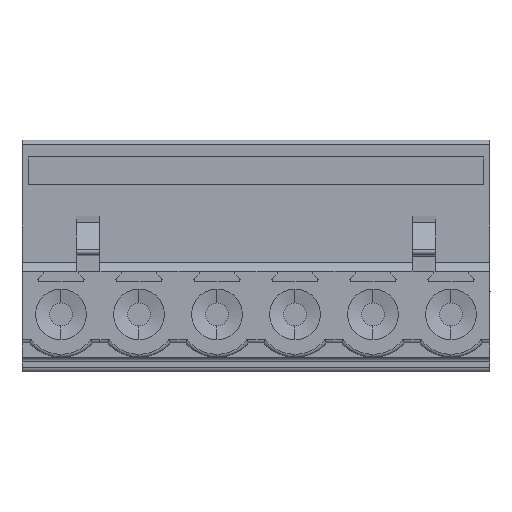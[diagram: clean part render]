
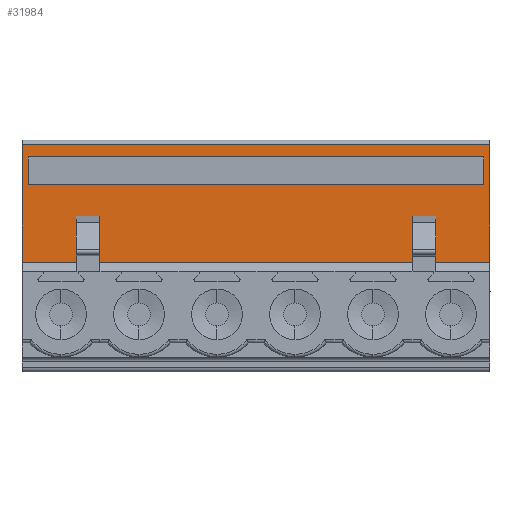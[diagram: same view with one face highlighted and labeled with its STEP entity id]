
A CAD part, front view. The second image highlights one B-rep face of the part: STEP entity #31984.
In plain terms, the highlighted planar face has unit normal (0, -1, 0).
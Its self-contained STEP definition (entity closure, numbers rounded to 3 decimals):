
#557 = LINE ( 'NONE', #12884, #4431 ) ;
#666 = CARTESIAN_POINT ( 'NONE',  ( 0.4, 8.8, 14. ) ) ;
#2035 = VECTOR ( 'NONE', #14198, 1000. ) ;
#2187 = LINE ( 'NONE', #14516, #5624 ) ;
#2387 = DIRECTION ( 'NONE',  ( -1., 0., 0. ) ) ;
#2747 = DIRECTION ( 'NONE',  ( 0., 0., -1. ) ) ;
#2942 = EDGE_CURVE ( 'NONE', #25271, #7291, #557, .T. ) ;
#3120 = FACE_OUTER_BOUND ( 'NONE', #22140, .T. ) ;
#3163 = CARTESIAN_POINT ( 'NONE',  ( 26.94, 8.8, 10.15 ) ) ;
#3264 = CARTESIAN_POINT ( 'NONE',  ( 25.44, 8.8, 10.15 ) ) ;
#3368 = VECTOR ( 'NONE', #29125, 1000. ) ;
#3444 = EDGE_CURVE ( 'NONE', #37958, #37300, #38073, .T. ) ;
#3549 = ORIENTED_EDGE ( 'NONE', *, *, #15228, .F. ) ;
#3901 = VERTEX_POINT ( 'NONE', #21981 ) ;
#3984 = ORIENTED_EDGE ( 'NONE', *, *, #16174, .T. ) ;
#4431 = VECTOR ( 'NONE', #16149, 1000. ) ;
#4580 = DIRECTION ( 'NONE',  ( -1., 0., 0. ) ) ;
#4597 = VECTOR ( 'NONE', #18254, 1000. ) ;
#5624 = VECTOR ( 'NONE', #2387, 1000. ) ;
#5712 = ORIENTED_EDGE ( 'NONE', *, *, #6661, .F. ) ;
#5895 = VECTOR ( 'NONE', #4580, 1000. ) ;
#6154 = CARTESIAN_POINT ( 'NONE',  ( 30.48, 8.8, 14.8 ) ) ;
#6380 = CARTESIAN_POINT ( 'NONE',  ( 5.04, 8.8, 10.15 ) ) ;
#6661 = EDGE_CURVE ( 'NONE', #35003, #29227, #32802, .T. ) ;
#6779 = CARTESIAN_POINT ( 'NONE',  ( 30.08, 8.8, 12.2 ) ) ;
#7026 = CARTESIAN_POINT ( 'NONE',  ( 30.48, 8.8, 14.8 ) ) ;
#7250 = CARTESIAN_POINT ( 'NONE',  ( 30.48, 8.8, 14.8 ) ) ;
#7291 = VERTEX_POINT ( 'NONE', #21766 ) ;
#7488 = CARTESIAN_POINT ( 'NONE',  ( 3.54, 8.8, 10.15 ) ) ;
#7772 = CARTESIAN_POINT ( 'NONE',  ( 30.08, 8.8, 14. ) ) ;
#7903 = LINE ( 'NONE', #38694, #14702 ) ;
#8574 = CARTESIAN_POINT ( 'NONE',  ( 32.45, 8.8, 14. ) ) ;
#8756 = ORIENTED_EDGE ( 'NONE', *, *, #11485, .T. ) ;
#9219 = VECTOR ( 'NONE', #2747, 1000. ) ;
#10551 = EDGE_CURVE ( 'NONE', #10565, #29227, #37355, .T. ) ;
#10565 = VERTEX_POINT ( 'NONE', #6380 ) ;
#10615 = DIRECTION ( 'NONE',  ( 0., 0., -1. ) ) ;
#10833 = LINE ( 'NONE', #23208, #5895 ) ;
#11485 = EDGE_CURVE ( 'NONE', #31758, #33719, #37205, .T. ) ;
#12398 = DIRECTION ( 'NONE',  ( -1., 0., 0. ) ) ;
#12448 = ORIENTED_EDGE ( 'NONE', *, *, #3444, .F. ) ;
#12589 = VERTEX_POINT ( 'NONE', #3163 ) ;
#12884 = CARTESIAN_POINT ( 'NONE',  ( 30.48, 8.8, 7.15 ) ) ;
#13138 = DIRECTION ( 'NONE',  ( 0., 0., -1. ) ) ;
#13825 = EDGE_CURVE ( 'NONE', #37893, #35003, #30007, .T. ) ;
#14198 = DIRECTION ( 'NONE',  ( -1., 0., 0. ) ) ;
#14516 = CARTESIAN_POINT ( 'NONE',  ( 30.48, 8.8, 7.15 ) ) ;
#14702 = VECTOR ( 'NONE', #16428, 1000. ) ;
#15228 = EDGE_CURVE ( 'NONE', #37792, #26651, #25895, .T. ) ;
#15391 = VECTOR ( 'NONE', #27867, 1000. ) ;
#15394 = CARTESIAN_POINT ( 'NONE',  ( 25.44, 8.8, 10.15 ) ) ;
#15435 = VECTOR ( 'NONE', #13138, 1000. ) ;
#15483 = CARTESIAN_POINT ( 'NONE',  ( 5.04, 8.8, 10.15 ) ) ;
#15667 = FACE_BOUND ( 'NONE', #21830, .T. ) ;
#16149 = DIRECTION ( 'NONE',  ( -1., 0., 0. ) ) ;
#16174 = EDGE_CURVE ( 'NONE', #12589, #7291, #18139, .T. ) ;
#16428 = DIRECTION ( 'NONE',  ( 0., 0., -1. ) ) ;
#16575 = EDGE_CURVE ( 'NONE', #25271, #18686, #19683, .T. ) ;
#16824 = ORIENTED_EDGE ( 'NONE', *, *, #37047, .F. ) ;
#17317 = CARTESIAN_POINT ( 'NONE',  ( 0., 8.8, 7.15 ) ) ;
#17804 = VECTOR ( 'NONE', #22910, 1000. ) ;
#17837 = DIRECTION ( 'NONE',  ( 0., 0., -1. ) ) ;
#18139 = LINE ( 'NONE', #39792, #9219 ) ;
#18254 = DIRECTION ( 'NONE',  ( 1., 0., 0. ) ) ;
#18643 = EDGE_CURVE ( 'NONE', #37893, #12589, #36480, .T. ) ;
#18686 = VERTEX_POINT ( 'NONE', #7250 ) ;
#18734 = VECTOR ( 'NONE', #17837, 1000. ) ;
#18797 = CARTESIAN_POINT ( 'NONE',  ( 25.44, 8.8, 7.15 ) ) ;
#19667 = CARTESIAN_POINT ( 'NONE',  ( 30.48, 8.8, 7.15 ) ) ;
#19683 = LINE ( 'NONE', #21920, #20984 ) ;
#19725 = ORIENTED_EDGE ( 'NONE', *, *, #26433, .T. ) ;
#19783 = CARTESIAN_POINT ( 'NONE',  ( 0., 8.8, 14.8 ) ) ;
#20092 = ORIENTED_EDGE ( 'NONE', *, *, #13825, .F. ) ;
#20458 = CARTESIAN_POINT ( 'NONE',  ( 30.48, 8.8, 7.15 ) ) ;
#20984 = VECTOR ( 'NONE', #28809, 1000. ) ;
#21766 = CARTESIAN_POINT ( 'NONE',  ( 26.94, 8.8, 7.15 ) ) ;
#21830 = EDGE_LOOP ( 'NONE', ( #25992, #8756, #26410, #31712 ) ) ;
#21920 = CARTESIAN_POINT ( 'NONE',  ( 30.48, 8.8, 14.8 ) ) ;
#21981 = CARTESIAN_POINT ( 'NONE',  ( 0.4, 8.8, 12.2 ) ) ;
#22140 = EDGE_LOOP ( 'NONE', ( #5712, #20092, #34340, #3984, #32910, #29541, #19725, #3549, #39802, #12448, #16824, #30189 ) ) ;
#22553 = LINE ( 'NONE', #31656, #30970 ) ;
#22910 = DIRECTION ( 'NONE',  ( -1., 0., 0. ) ) ;
#23124 = CARTESIAN_POINT ( 'NONE',  ( 0., 8.8, 14.8 ) ) ;
#23199 = DIRECTION ( 'NONE',  ( -1., 0., 0. ) ) ;
#23208 = CARTESIAN_POINT ( 'NONE',  ( 5.04, 8.8, 10.15 ) ) ;
#23666 = EDGE_CURVE ( 'NONE', #31758, #35653, #35923, .T. ) ;
#24662 = EDGE_CURVE ( 'NONE', #35653, #3901, #7903, .T. ) ;
#25271 = VERTEX_POINT ( 'NONE', #19667 ) ;
#25800 = EDGE_CURVE ( 'NONE', #37300, #37792, #2187, .T. ) ;
#25895 = LINE ( 'NONE', #19783, #3368 ) ;
#25992 = ORIENTED_EDGE ( 'NONE', *, *, #23666, .F. ) ;
#26410 = ORIENTED_EDGE ( 'NONE', *, *, #35658, .T. ) ;
#26425 = LINE ( 'NONE', #7026, #2035 ) ;
#26433 = EDGE_CURVE ( 'NONE', #18686, #26651, #26425, .T. ) ;
#26651 = VERTEX_POINT ( 'NONE', #23124 ) ;
#27867 = DIRECTION ( 'NONE',  ( 0., 0., -1. ) ) ;
#28439 = DIRECTION ( 'NONE',  ( 0., 0., -1. ) ) ;
#28809 = DIRECTION ( 'NONE',  ( 0., 0., 1. ) ) ;
#29055 = CARTESIAN_POINT ( 'NONE',  ( 3.54, 8.8, 10.15 ) ) ;
#29125 = DIRECTION ( 'NONE',  ( 0., 0., 1. ) ) ;
#29227 = VERTEX_POINT ( 'NONE', #34242 ) ;
#29541 = ORIENTED_EDGE ( 'NONE', *, *, #16575, .T. ) ;
#30007 = LINE ( 'NONE', #15394, #18734 ) ;
#30189 = ORIENTED_EDGE ( 'NONE', *, *, #10551, .T. ) ;
#30681 = DIRECTION ( 'NONE',  ( 0., -1., 0. ) ) ;
#30970 = VECTOR ( 'NONE', #12398, 1000. ) ;
#31656 = CARTESIAN_POINT ( 'NONE',  ( 32.45, 8.8, 12.2 ) ) ;
#31712 = ORIENTED_EDGE ( 'NONE', *, *, #24662, .F. ) ;
#31758 = VERTEX_POINT ( 'NONE', #35381 ) ;
#31984 = ADVANCED_FACE ( 'NONE', ( #15667, #3120 ), #33880, .T. ) ;
#32802 = LINE ( 'NONE', #20458, #17804 ) ;
#32910 = ORIENTED_EDGE ( 'NONE', *, *, #2942, .F. ) ;
#33719 = VERTEX_POINT ( 'NONE', #6779 ) ;
#33880 = PLANE ( 'NONE',  #37256 ) ;
#34242 = CARTESIAN_POINT ( 'NONE',  ( 5.04, 8.8, 7.15 ) ) ;
#34340 = ORIENTED_EDGE ( 'NONE', *, *, #18643, .T. ) ;
#35003 = VERTEX_POINT ( 'NONE', #18797 ) ;
#35381 = CARTESIAN_POINT ( 'NONE',  ( 30.08, 8.8, 14. ) ) ;
#35484 = CARTESIAN_POINT ( 'NONE',  ( 3.54, 8.8, 7.15 ) ) ;
#35653 = VERTEX_POINT ( 'NONE', #666 ) ;
#35658 = EDGE_CURVE ( 'NONE', #33719, #3901, #22553, .T. ) ;
#35923 = LINE ( 'NONE', #8574, #38518 ) ;
#36480 = LINE ( 'NONE', #3264, #4597 ) ;
#36535 = CARTESIAN_POINT ( 'NONE',  ( 25.44, 8.8, 10.15 ) ) ;
#36778 = VECTOR ( 'NONE', #10615, 1000. ) ;
#37047 = EDGE_CURVE ( 'NONE', #10565, #37958, #10833, .T. ) ;
#37205 = LINE ( 'NONE', #7772, #36778 ) ;
#37256 = AXIS2_PLACEMENT_3D ( 'NONE', #6154, #30681, #28439 ) ;
#37300 = VERTEX_POINT ( 'NONE', #35484 ) ;
#37355 = LINE ( 'NONE', #15483, #15391 ) ;
#37792 = VERTEX_POINT ( 'NONE', #17317 ) ;
#37893 = VERTEX_POINT ( 'NONE', #36535 ) ;
#37958 = VERTEX_POINT ( 'NONE', #29055 ) ;
#38073 = LINE ( 'NONE', #7488, #15435 ) ;
#38518 = VECTOR ( 'NONE', #23199, 1000. ) ;
#38694 = CARTESIAN_POINT ( 'NONE',  ( 0.4, 8.8, 14. ) ) ;
#39792 = CARTESIAN_POINT ( 'NONE',  ( 26.94, 8.8, 10.15 ) ) ;
#39802 = ORIENTED_EDGE ( 'NONE', *, *, #25800, .F. ) ;
